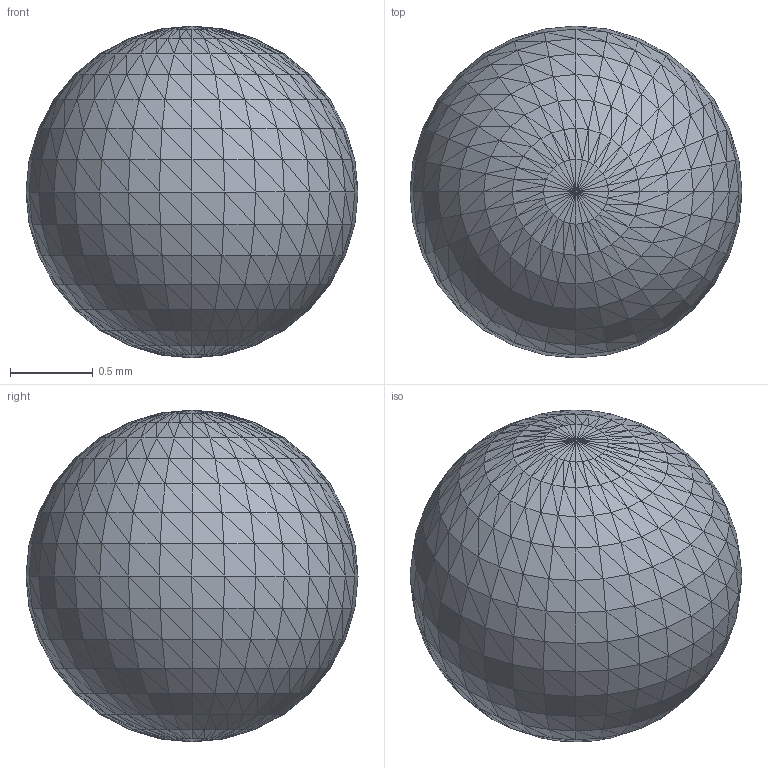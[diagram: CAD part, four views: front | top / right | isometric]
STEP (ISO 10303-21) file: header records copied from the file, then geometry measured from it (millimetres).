
FILE_DESCRIPTION(('FreeCAD Model'),'2;1');
FILE_NAME('Open CASCADE Shape Model','2025-07-02T16:53:08',(''),(''), 'Open CASCADE STEP processor 7.8','FreeCAD','Unknown');
FILE_SCHEMA(('AUTOMOTIVE_DESIGN { 1 0 10303 214 1 1 1 1 }'));
Length unit declared in the file: millimetre
Products named in the file (1): initialGeometryNEW001 (Solid)
Bounding box: 2.01 x 2.01 x 2.01 mm (x, y, z)
Volume: 0.1 mm3; surface area: 24.9 mm2
Topology: 1 solids, 2 shells, 1920 faces, 2880 edges, 964 vertices
Faces by surface type: plane 1920
Entity records: 37482 total; most frequent: DIRECTION 6722, CARTESIAN_POINT 5765, ORIENTED_EDGE 5760, EDGE_CURVE 2880, LINE 2880, VECTOR 2880, AXIS2_PLACEMENT_3D 1921, ADVANCED_FACE 1920
